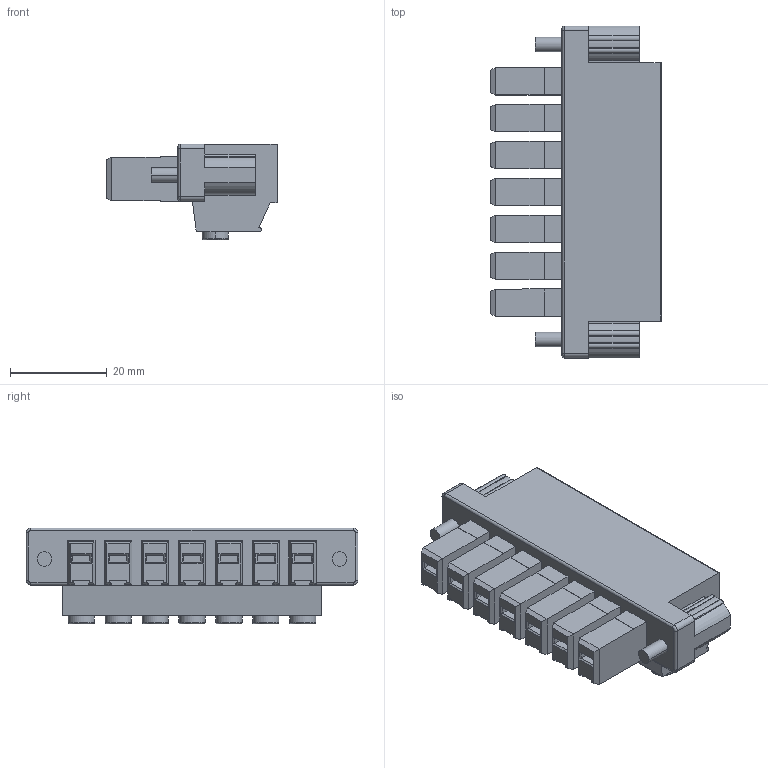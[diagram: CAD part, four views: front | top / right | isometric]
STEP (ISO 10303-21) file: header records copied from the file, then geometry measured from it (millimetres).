
FILE_DESCRIPTION((''),'2;1');
FILE_NAME('TLPSW-501','2024-09-13T09:37:20',('sheji'),(''),'CREO PARAMETRIC BY PTC INC, 2018100','CREO PARAMETRIC BY PTC INC, 2018100','');
FILE_SCHEMA(('CONFIG_CONTROL_DESIGN'));
Length unit declared in the file: millimetre
Products named in the file (1): TLPSW-501
Bounding box: 35.3 x 68.53 x 19.8 mm (x, y, z)
Volume: 21181.5 mm3; surface area: 11821.2 mm2
Topology: 1 solids, 1 shells, 824 faces, 2265 edges, 1484 vertices
Faces by surface type: plane 541, cylinder 239, torus 36, extrusion 8
Entity records: 26487 total; most frequent: CARTESIAN_POINT 5626, ORIENTED_EDGE 4530, DIRECTION 4060, EDGE_CURVE 2265, VECTOR 1590, LINE 1582, VERTEX_POINT 1484, AXIS2_PLACEMENT_3D 1235
